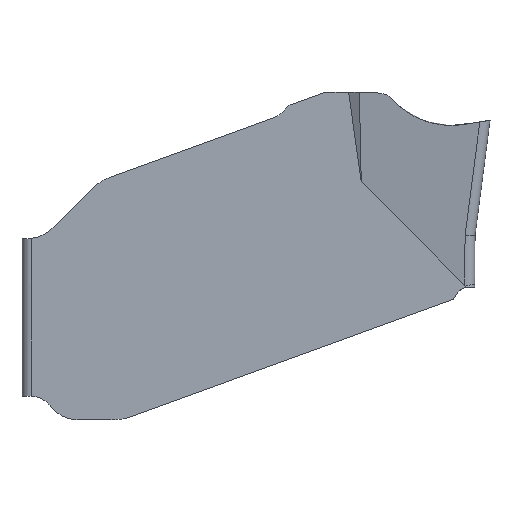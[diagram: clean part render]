
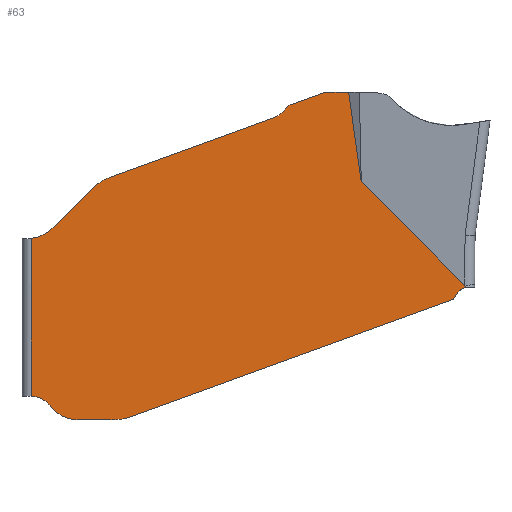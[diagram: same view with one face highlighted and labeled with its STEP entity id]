
A CAD part, left-side view. The second image highlights one B-rep face of the part: STEP entity #63.
In plain terms, the highlighted planar face has unit normal (-1, 0, 0).
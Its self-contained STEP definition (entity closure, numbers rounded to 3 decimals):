
#63=ADVANCED_FACE('',(#130),#110,.F.);
#110=PLANE('',#965);
#130=FACE_OUTER_BOUND('',#177,.T.);
#177=EDGE_LOOP('',(#293,#294,#295,#296,#297,#298,#299,#300,#301,#302,#303,
#304,#305,#306,#307,#308,#309,#310,#311,#312,#313,#314,#315,#316,#317));
#225=ELLIPSE('',#956,1.46,1.);
#226=ELLIPSE('',#964,1.32,1.);
#251=CIRCLE('',#953,0.8);
#252=CIRCLE('',#954,0.5);
#253=CIRCLE('',#955,0.75);
#254=CIRCLE('',#957,1.);
#255=CIRCLE('',#958,0.1);
#256=CIRCLE('',#959,0.3);
#257=CIRCLE('',#960,0.2);
#258=CIRCLE('',#961,0.2);
#259=CIRCLE('',#962,0.472);
#260=CIRCLE('',#963,1.);
#293=ORIENTED_EDGE('',*,*,#638,.F.);
#294=ORIENTED_EDGE('',*,*,#639,.T.);
#295=ORIENTED_EDGE('',*,*,#640,.T.);
#296=ORIENTED_EDGE('',*,*,#641,.T.);
#297=ORIENTED_EDGE('',*,*,#642,.T.);
#298=ORIENTED_EDGE('',*,*,#643,.T.);
#299=ORIENTED_EDGE('',*,*,#644,.T.);
#300=ORIENTED_EDGE('',*,*,#645,.T.);
#301=ORIENTED_EDGE('',*,*,#646,.T.);
#302=ORIENTED_EDGE('',*,*,#647,.T.);
#303=ORIENTED_EDGE('',*,*,#648,.T.);
#304=ORIENTED_EDGE('',*,*,#649,.T.);
#305=ORIENTED_EDGE('',*,*,#650,.T.);
#306=ORIENTED_EDGE('',*,*,#651,.T.);
#307=ORIENTED_EDGE('',*,*,#652,.T.);
#308=ORIENTED_EDGE('',*,*,#653,.F.);
#309=ORIENTED_EDGE('',*,*,#654,.F.);
#310=ORIENTED_EDGE('',*,*,#655,.F.);
#311=ORIENTED_EDGE('',*,*,#656,.F.);
#312=ORIENTED_EDGE('',*,*,#657,.F.);
#313=ORIENTED_EDGE('',*,*,#658,.F.);
#314=ORIENTED_EDGE('',*,*,#659,.F.);
#315=ORIENTED_EDGE('',*,*,#660,.F.);
#316=ORIENTED_EDGE('',*,*,#661,.F.);
#317=ORIENTED_EDGE('',*,*,#662,.F.);
#553=VERTEX_POINT('',#1409);
#554=VERTEX_POINT('',#1410);
#555=VERTEX_POINT('',#1412);
#556=VERTEX_POINT('',#1414);
#557=VERTEX_POINT('',#1416);
#558=VERTEX_POINT('',#1418);
#559=VERTEX_POINT('',#1420);
#560=VERTEX_POINT('',#1425);
#561=VERTEX_POINT('',#1427);
#562=VERTEX_POINT('',#1429);
#563=VERTEX_POINT('',#1431);
#564=VERTEX_POINT('',#1433);
#565=VERTEX_POINT('',#1435);
#566=VERTEX_POINT('',#1437);
#567=VERTEX_POINT('',#1439);
#568=VERTEX_POINT('',#1441);
#569=VERTEX_POINT('',#1443);
#570=VERTEX_POINT('',#1445);
#571=VERTEX_POINT('',#1447);
#572=VERTEX_POINT('',#1449);
#573=VERTEX_POINT('',#1451);
#574=VERTEX_POINT('',#1453);
#575=VERTEX_POINT('',#1455);
#576=VERTEX_POINT('',#1460);
#577=VERTEX_POINT('',#1462);
#638=EDGE_CURVE('',#553,#554,#251,.T.);
#639=EDGE_CURVE('',#553,#555,#754,.T.);
#640=EDGE_CURVE('',#555,#556,#252,.T.);
#641=EDGE_CURVE('',#556,#557,#253,.T.);
#642=EDGE_CURVE('',#557,#558,#755,.T.);
#643=EDGE_CURVE('',#558,#559,#225,.T.);
#644=EDGE_CURVE('',#559,#560,#902,.T.);
#645=EDGE_CURVE('',#560,#561,#254,.T.);
#646=EDGE_CURVE('',#561,#562,#756,.T.);
#647=EDGE_CURVE('',#562,#563,#255,.T.);
#648=EDGE_CURVE('',#563,#564,#757,.T.);
#649=EDGE_CURVE('',#564,#565,#256,.T.);
#650=EDGE_CURVE('',#565,#566,#758,.T.);
#651=EDGE_CURVE('',#566,#567,#759,.T.);
#652=EDGE_CURVE('',#567,#568,#760,.T.);
#653=EDGE_CURVE('',#569,#568,#761,.T.);
#654=EDGE_CURVE('',#570,#569,#257,.T.);
#655=EDGE_CURVE('',#571,#570,#762,.T.);
#656=EDGE_CURVE('',#572,#571,#258,.T.);
#657=EDGE_CURVE('',#573,#572,#259,.T.);
#658=EDGE_CURVE('',#574,#573,#763,.T.);
#659=EDGE_CURVE('',#575,#574,#260,.T.);
#660=EDGE_CURVE('',#576,#575,#903,.T.);
#661=EDGE_CURVE('',#577,#576,#226,.T.);
#662=EDGE_CURVE('',#554,#577,#764,.T.);
#754=LINE('',#1411,#826);
#755=LINE('',#1417,#827);
#756=LINE('',#1428,#828);
#757=LINE('',#1432,#829);
#758=LINE('',#1436,#830);
#759=LINE('',#1438,#831);
#760=LINE('',#1440,#832);
#761=LINE('',#1442,#833);
#762=LINE('',#1446,#834);
#763=LINE('',#1452,#835);
#764=LINE('',#1463,#836);
#826=VECTOR('',#1070,1.);
#827=VECTOR('',#1075,1.);
#828=VECTOR('',#1080,1.);
#829=VECTOR('',#1083,1.);
#830=VECTOR('',#1086,1.);
#831=VECTOR('',#1087,1.);
#832=VECTOR('',#1088,1.);
#833=VECTOR('',#1089,1.);
#834=VECTOR('',#1092,1.);
#835=VECTOR('',#1097,1.);
#836=VECTOR('',#1102,1.);
#902=B_SPLINE_CURVE_WITH_KNOTS('',3,(#1421,#1422,#1423,#1424),
 .UNSPECIFIED.,.F.,.F.,(4,4),(0.,1.),.UNSPECIFIED.);
#903=B_SPLINE_CURVE_WITH_KNOTS('',3,(#1456,#1457,#1458,#1459),
 .UNSPECIFIED.,.F.,.F.,(4,4),(0.,1.),.UNSPECIFIED.);
#953=AXIS2_PLACEMENT_3D('',#1408,#1068,#1069);
#954=AXIS2_PLACEMENT_3D('',#1413,#1071,#1072);
#955=AXIS2_PLACEMENT_3D('',#1415,#1073,#1074);
#956=AXIS2_PLACEMENT_3D('',#1419,#1076,#1077);
#957=AXIS2_PLACEMENT_3D('',#1426,#1078,#1079);
#958=AXIS2_PLACEMENT_3D('',#1430,#1081,#1082);
#959=AXIS2_PLACEMENT_3D('',#1434,#1084,#1085);
#960=AXIS2_PLACEMENT_3D('',#1444,#1090,#1091);
#961=AXIS2_PLACEMENT_3D('',#1448,#1093,#1094);
#962=AXIS2_PLACEMENT_3D('',#1450,#1095,#1096);
#963=AXIS2_PLACEMENT_3D('',#1454,#1098,#1099);
#964=AXIS2_PLACEMENT_3D('',#1461,#1100,#1101);
#965=AXIS2_PLACEMENT_3D('',#1464,#1103,#1104);
#1068=DIRECTION('',(-1.,0.,0.));
#1069=DIRECTION('',(0.,0.,-1.));
#1070=DIRECTION('',(0.,0.,-1.));
#1071=DIRECTION('',(1.,0.,0.));
#1072=DIRECTION('',(0.,0.,-1.));
#1073=DIRECTION('',(-1.,0.,0.));
#1074=DIRECTION('',(0.,0.,-1.));
#1075=DIRECTION('',(0.,-1.,0.));
#1076=DIRECTION('',(-1.,0.,0.));
#1077=DIRECTION('',(0.,-1.,0.));
#1078=DIRECTION('',(-1.,0.,0.));
#1079=DIRECTION('',(0.,0.,-1.));
#1080=DIRECTION('',(0.,-0.94,0.342));
#1081=DIRECTION('',(-1.,0.,0.));
#1082=DIRECTION('',(0.,0.,-1.));
#1083=DIRECTION('',(0.,-0.5,0.866));
#1084=DIRECTION('',(1.,0.,0.));
#1085=DIRECTION('',(0.,0.,-1.));
#1086=DIRECTION('',(0.,0.708,0.706));
#1087=DIRECTION('',(0.,0.708,0.706));
#1088=DIRECTION('',(0.,0.14,0.99));
#1089=DIRECTION('',(0.,-1.,0.));
#1090=DIRECTION('',(1.,0.,0.));
#1091=DIRECTION('',(0.,0.,-1.));
#1092=DIRECTION('',(0.,-0.94,0.342));
#1093=DIRECTION('',(1.,0.,0.));
#1094=DIRECTION('',(0.,0.,-1.));
#1095=DIRECTION('',(-1.,0.,0.));
#1096=DIRECTION('',(0.,0.,-1.));
#1097=DIRECTION('',(0.,-0.94,0.342));
#1098=DIRECTION('',(1.,0.,0.));
#1099=DIRECTION('',(0.,0.,-1.));
#1100=DIRECTION('',(1.,0.,0.));
#1101=DIRECTION('',(0.,0.707,-0.707));
#1102=DIRECTION('',(0.,-0.707,0.707));
#1103=DIRECTION('',(1.,0.,0.));
#1104=DIRECTION('',(0.,0.,-1.));
#1408=CARTESIAN_POINT('',(-1.,4.9,-1.73));
#1409=CARTESIAN_POINT('',(-1.,4.8,-2.524));
#1410=CARTESIAN_POINT('',(-1.,4.334,-2.296));
#1411=CARTESIAN_POINT('',(-1.,4.8,-5.9));
#1412=CARTESIAN_POINT('',(-1.,4.8,-5.9));
#1413=CARTESIAN_POINT('',(-1.,4.8,-6.4));
#1414=CARTESIAN_POINT('',(-1.,4.4,-6.1));
#1415=CARTESIAN_POINT('',(-1.,3.8,-5.65));
#1416=CARTESIAN_POINT('',(-1.,3.8,-6.4));
#1417=CARTESIAN_POINT('',(-1.,0.,-6.4));
#1418=CARTESIAN_POINT('',(-1.,3.101,-6.4));
#1419=CARTESIAN_POINT('',(-1.,3.101,-5.4));
#1420=CARTESIAN_POINT('',(-1.,2.868,-6.387));
#1421=CARTESIAN_POINT('',(-1.,2.868,-6.387));
#1422=CARTESIAN_POINT('',(-1.,2.849,-6.385));
#1423=CARTESIAN_POINT('',(-1.,2.831,-6.382));
#1424=CARTESIAN_POINT('',(-1.,2.812,-6.378));
#1425=CARTESIAN_POINT('',(-1.,2.812,-6.378));
#1426=CARTESIAN_POINT('',(-1.,3.02,-5.4));
#1427=CARTESIAN_POINT('',(-1.,2.678,-6.34));
#1428=CARTESIAN_POINT('',(-1.,-1.724,-4.737));
#1429=CARTESIAN_POINT('',(-1.,-4.192,-3.839));
#1430=CARTESIAN_POINT('',(-1.,-4.158,-3.745));
#1431=CARTESIAN_POINT('',(-1.,-4.245,-3.795));
#1432=CARTESIAN_POINT('',(-1.,-4.827,-2.787));
#1433=CARTESIAN_POINT('',(-1.,-4.29,-3.716));
#1434=CARTESIAN_POINT('',(-1.,-4.55,-3.866));
#1435=CARTESIAN_POINT('',(-1.,-4.512,-3.568));
#1436=CARTESIAN_POINT('',(-1.,4.838,5.759));
#1437=CARTESIAN_POINT('',(-1.,-4.465,-3.521));
#1438=CARTESIAN_POINT('',(-1.,4.838,5.759));
#1439=CARTESIAN_POINT('',(-1.,-2.252,-1.314));
#1440=CARTESIAN_POINT('',(-1.,-2.026,0.286));
#1441=CARTESIAN_POINT('',(-1.,-1.982,0.6));
#1442=CARTESIAN_POINT('',(-1.,0.,0.6));
#1443=CARTESIAN_POINT('',(-1.,-1.512,0.6));
#1444=CARTESIAN_POINT('',(-1.,-1.512,0.4));
#1445=CARTESIAN_POINT('',(-1.,-1.444,0.588));
#1446=CARTESIAN_POINT('',(-1.,0.02,0.055));
#1447=CARTESIAN_POINT('',(-1.,-0.737,0.331));
#1448=CARTESIAN_POINT('',(-1.,-0.806,0.143));
#1449=CARTESIAN_POINT('',(-1.,-0.637,0.251));
#1450=CARTESIAN_POINT('',(-1.,-0.24,0.506));
#1451=CARTESIAN_POINT('',(-1.,-0.401,0.062));
#1452=CARTESIAN_POINT('',(-1.,-0.027,-0.074));
#1453=CARTESIAN_POINT('',(-1.,3.129,-1.223));
#1454=CARTESIAN_POINT('',(-1.,2.787,-2.162));
#1455=CARTESIAN_POINT('',(-1.,3.302,-1.305));
#1456=CARTESIAN_POINT('',(-1.,3.356,-1.342));
#1457=CARTESIAN_POINT('',(-1.,3.339,-1.329));
#1458=CARTESIAN_POINT('',(-1.,3.32,-1.316));
#1459=CARTESIAN_POINT('',(-1.,3.302,-1.305));
#1460=CARTESIAN_POINT('',(-1.,3.356,-1.342));
#1461=CARTESIAN_POINT('',(-1.,2.833,-2.209));
#1462=CARTESIAN_POINT('',(-1.,3.54,-1.502));
#1463=CARTESIAN_POINT('',(-1.,1.019,1.019));
#1464=CARTESIAN_POINT('',(-1.,0.,0.));
